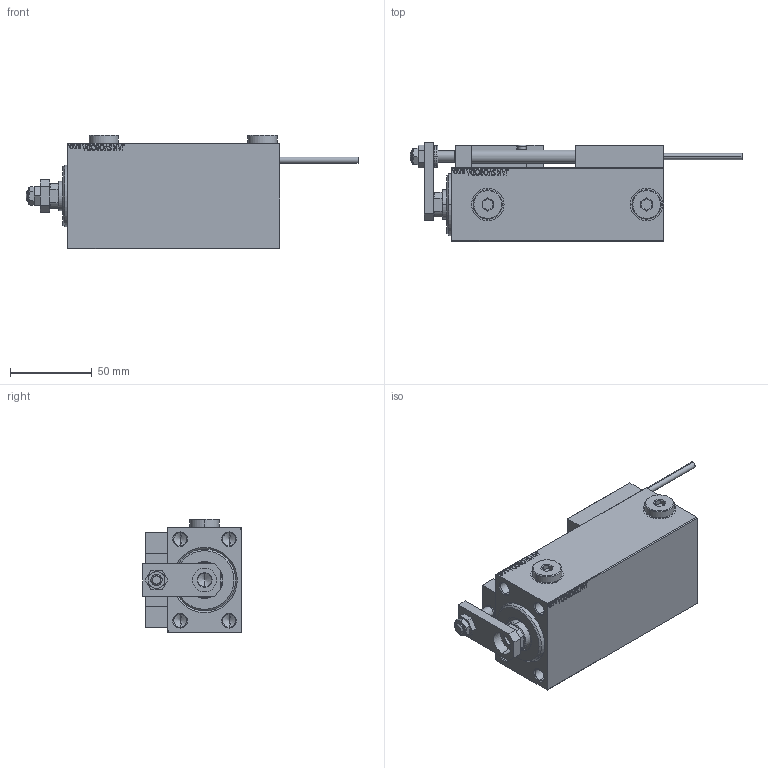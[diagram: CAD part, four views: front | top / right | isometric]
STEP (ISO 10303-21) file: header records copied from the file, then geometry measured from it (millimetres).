
FILE_DESCRIPTION (( 'STEP AP203' ), '1' );
FILE_NAME ('780d.STEP', '2024-02-13T07:03:38', ( '' ), ( '' ), 'SwSTEP 2.0', 'SolidWorks 2019', '' );
FILE_SCHEMA (( 'CONFIG_CONTROL_DESIGN' ));
Length unit declared in the file: millimetre
Products named in the file (17): ALLEN BOLT D5 5ef7dfd41a035f6360b6027cc4e84dad; SWITCH DIM B,W 5ef7dfd41a035f6360b6027cc4e84dad; SWITCH X 5ef7dfd41a035f6360b6027cc4e84dad; SWITCH_X_FRONT_BACK 5ef7dfd41a035f6360b6027cc4e84dad; NUT_D10 5ef7dfd41a035f6360b6027cc4e84dad; NUT_D12 5ef7dfd41a035f6360b6027cc4e84dad; ALLEN BOLT D8 5ef7dfd41a035f6360b6027cc4e84dad; 780d; MAGNET 5ef7dfd41a035f6360b6027cc4e84dad; KONCOVKA 5ef7dfd41a035f6360b6027cc4e84dad; V450CM_B_VCP 5ef7dfd41a035f6360b6027cc4e84dad; TYC_L79 5ef7dfd41a035f6360b6027cc4e84dad; Block 5ef7dfd41a035f6360b6027cc4e84dad; V450CM_B_Body 5ef7dfd41a035f6360b6027cc4e84dad; V450CM_VC_B 5ef7dfd41a035f6360b6027cc4e84dad; Zatka_OIL_PORT 5ef7dfd41a035f6360b6027cc4e84dad; ZARAZKA 5ef7dfd41a035f6360b6027cc4e84dad
Assembly tree (27 placements, depth 3):
  780d
    V450CM_B_Body 5ef7dfd41a035f6360b6027cc4e84dad
    V450CM_B_VCP 5ef7dfd41a035f6360b6027cc4e84dad
    SWITCH X 5ef7dfd41a035f6360b6027cc4e84dad
      SWITCH_X_FRONT_BACK 5ef7dfd41a035f6360b6027cc4e84dad  x2
      TYC_L79 5ef7dfd41a035f6360b6027cc4e84dad
      Block 5ef7dfd41a035f6360b6027cc4e84dad  x2
      ALLEN BOLT D5 5ef7dfd41a035f6360b6027cc4e84dad  x4
      ALLEN BOLT D8 5ef7dfd41a035f6360b6027cc4e84dad  x4
      MAGNET 5ef7dfd41a035f6360b6027cc4e84dad  x2
      KONCOVKA 5ef7dfd41a035f6360b6027cc4e84dad  x2
    NUT_D10 5ef7dfd41a035f6360b6027cc4e84dad
    NUT_D12 5ef7dfd41a035f6360b6027cc4e84dad
    SWITCH DIM B,W 5ef7dfd41a035f6360b6027cc4e84dad
    ZARAZKA 5ef7dfd41a035f6360b6027cc4e84dad
    V450CM_VC_B 5ef7dfd41a035f6360b6027cc4e84dad
    Zatka_OIL_PORT 5ef7dfd41a035f6360b6027cc4e84dad  x2
Bounding box: 203.7 x 60.5 x 69.9 mm (x, y, z)
Volume: 401800.3 mm3; surface area: 89963.1 mm2
Topology: 26 solids, 26 shells, 1372 faces, 3272 edges, 2070 vertices
Faces by surface type: plane 595, bspline 380, cylinder 200, cone 149, torus 44, sphere 4
Entity records: 52528 total; most frequent: CARTESIAN_POINT 26527, ORIENTED_EDGE 5452, DIRECTION 3779, EDGE_CURVE 2726, VERTEX_POINT 1770, VECTOR 1575, LINE 1575, EDGE_LOOP 1266
